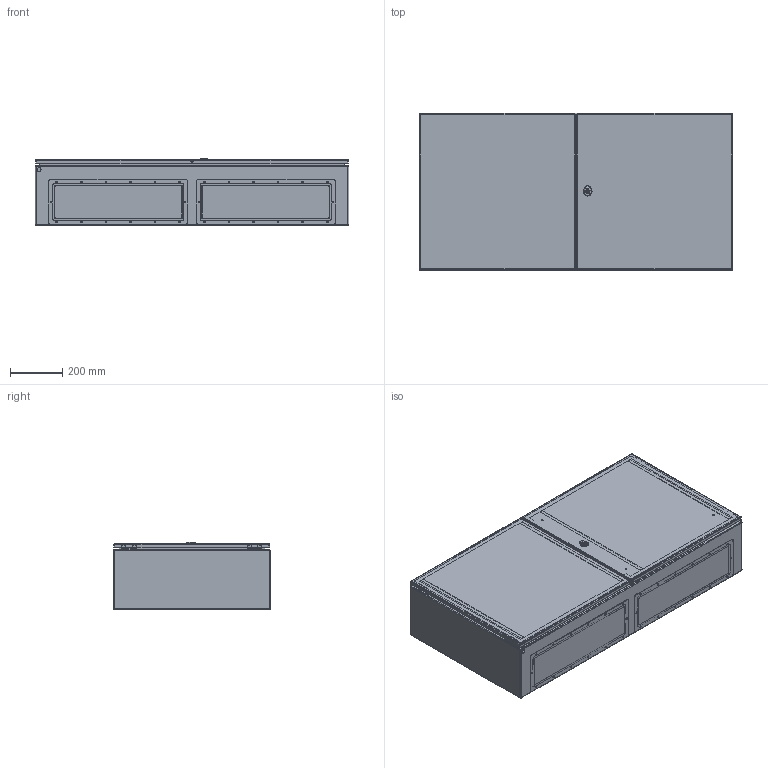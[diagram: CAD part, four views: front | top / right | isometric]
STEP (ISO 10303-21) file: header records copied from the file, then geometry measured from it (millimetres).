
FILE_DESCRIPTION(/* description */ (''),/* implementation_level */ '2;1');
FILE_NAME(/* name */ 'GN6012025PDSP',/* time_stamp */ '2025-04-29T12:23:54+02:00',/* author */ (''),/* organization */ (''),/* preprocessor_version */ 'ST-DEVELOPER v19.4',/* originating_system */ 'SIEMENS PLM Software NX2212.8101',/* authorisation */ '');
FILE_SCHEMA (('AP203_CONFIGURATION_CONTROLLED_3D_DESIGN_OF_MECHANICAL_PARTS_AND_ASSEMBLIES_MIM_LF { 1 0 10303 403 2 1 2}'));
Length unit declared in the file: millimetre
Products named in the file (6): 501.P016.1002-01-PUERTA DOBLE S_ALA 1.5mm 600x600; 501.P017.1002-01-PUERTA DOBLE C_ALA 1.5mm 600x600; 501.P005.05-01-CIERRE 3 PUNTOS ALT.ARM_600; 501.P003.1009-01-TAPA PASACABLES LISA; 501.P018.1003-01-FONDO 600x1200x250; 501.C016.2003-01-GN6012025PDSP
Assembly tree (6 placements, depth 2):
  501.C016.2003-01-GN6012025PDSP
    501.P018.1003-01-FONDO 600x1200x250
    501.P003.1009-01-TAPA PASACABLES LISA  x2
    501.P005.05-01-CIERRE 3 PUNTOS ALT.ARM_600
    501.P017.1002-01-PUERTA DOBLE C_ALA 1.5mm 600x600
    501.P016.1002-01-PUERTA DOBLE S_ALA 1.5mm 600x600
Bounding box: 1200 x 602 x 256.3 mm (x, y, z)
Volume: 4383226.5 mm3; surface area: 5245469.1 mm2
Topology: 24 solids, 24 shells, 1054 faces, 2830 edges, 1813 vertices
Faces by surface type: cylinder 488, plane 412, bspline 61, sphere 40, torus 36, cone 17
Full cylindrical faces by diameter (mm): 3 x36, 3.5 x72, 6 x31, 8 x5, 9 x4, 10 x1, 15.1 x1, 16.25 x1, 19.3 x1
Entity records: 37313 total; most frequent: CARTESIAN_POINT 10613, DIRECTION 5032, ORIENTED_EDGE 4906, EDGE_CURVE 2453, AXIS2_PLACEMENT_3D 1933, VERTEX_POINT 1657, EDGE_LOOP 1470, LINE 1166
